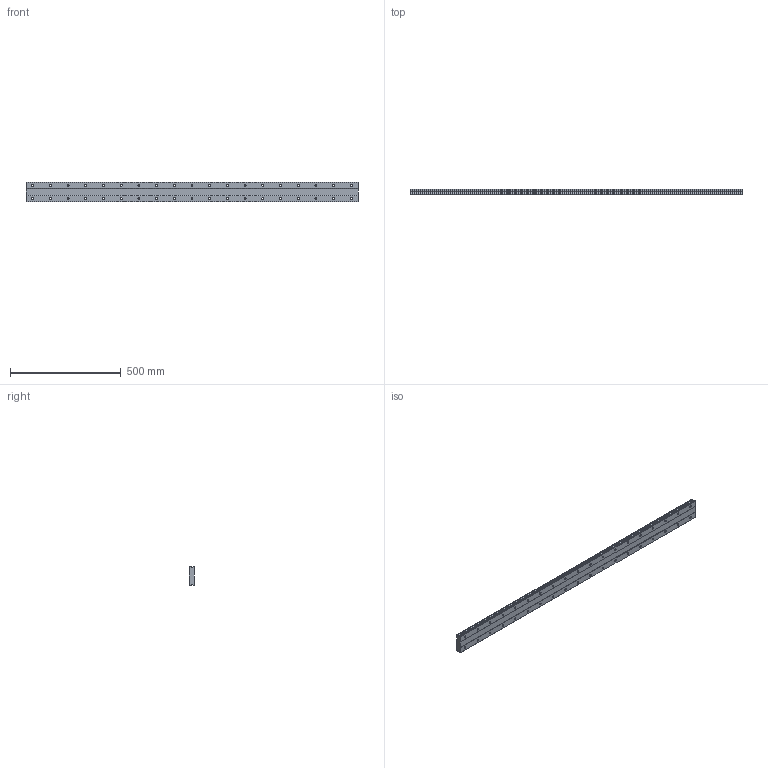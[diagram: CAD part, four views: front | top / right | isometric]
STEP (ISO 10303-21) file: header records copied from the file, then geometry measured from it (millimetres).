
FILE_DESCRIPTION(/* description */ (''),/* implementation_level */ '2;1');
FILE_NAME(/* name */ 'WER50R1500C_GW202504055691.stp',/* time_stamp */ '2025-04-28T13:42:35+08:00',/* author */ ('User'),/* organization */ (''),/* preprocessor_version */ 'ST-DEVELOPER v16.13',/* originating_system */ 'Autodesk Inventor 2018',/* authorisation */ '');
FILE_SCHEMA (('AUTOMOTIVE_DESIGN { 1 0 10303 214 3 1 1 }'));
Products named in the file (2): WER50R1500C_GW202504055691; WER50_temp-1
Assembly tree (1 placements, depth 2):
  WER50R1500C_GW202504055691
    WER50_temp-1
Bounding box: 1500 x 24 x 90 mm (x, y, z)
Volume: 2954311.7 mm3; surface area: 382614.4 mm2
Topology: 1 solids, 1 shells, 277 faces, 696 edges, 464 vertices
Faces by surface type: plane 126, cylinder 94, bspline 57
Full cylindrical faces by diameter (mm): 9 x38, 14 x38
Entity records: 9468 total; most frequent: CARTESIAN_POINT 3083, ORIENTED_EDGE 1240, DIRECTION 1144, EDGE_CURVE 620, EDGE_LOOP 472, VERTEX_POINT 464, AXIS2_PLACEMENT_3D 413, LINE 318
